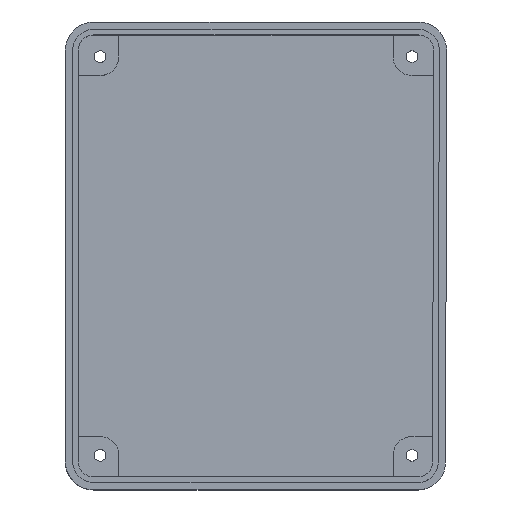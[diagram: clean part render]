
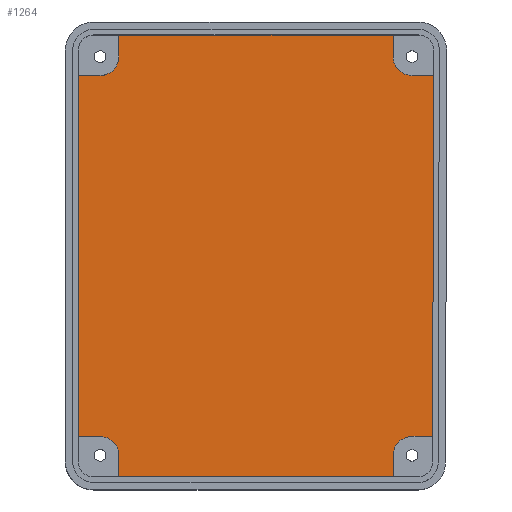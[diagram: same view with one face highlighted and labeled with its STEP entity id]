
A CAD part, top view. The second image highlights one B-rep face of the part: STEP entity #1264.
In plain terms, the highlighted planar face has unit normal (0, 0, 1).
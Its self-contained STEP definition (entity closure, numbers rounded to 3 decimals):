
#53=PLANE('',#1384);
#113=FACE_OUTER_BOUND('',#189,.T.);
#189=EDGE_LOOP('',(#1023,#1024,#1025,#1026,#1027,#1028,#1029,#1030,#1031,
#1032,#1033,#1034,#1035,#1036,#1037,#1038,#1039,#1040));
#241=LINE('',#1856,#369);
#251=LINE('',#1888,#379);
#270=LINE('',#1967,#398);
#274=LINE('',#1976,#402);
#276=LINE('',#1979,#404);
#278=LINE('',#1983,#406);
#281=LINE('',#1989,#409);
#285=LINE('',#1997,#413);
#287=LINE('',#2003,#415);
#290=LINE('',#2011,#418);
#295=LINE('',#2022,#423);
#297=LINE('',#2026,#425);
#300=LINE('',#2033,#428);
#369=VECTOR('',#1473,10.);
#379=VECTOR('',#1501,10.);
#398=VECTOR('',#1586,10.);
#402=VECTOR('',#1596,10.);
#404=VECTOR('',#1600,10.);
#406=VECTOR('',#1604,10.);
#409=VECTOR('',#1609,10.);
#413=VECTOR('',#1615,10.);
#415=VECTOR('',#1623,10.);
#418=VECTOR('',#1632,10.);
#423=VECTOR('',#1643,10.);
#425=VECTOR('',#1647,10.);
#428=VECTOR('',#1656,10.);
#508=CIRCLE('',#1360,4.346);
#509=CIRCLE('',#1367,4.346);
#510=CIRCLE('',#1370,4.346);
#512=CIRCLE('',#1377,4.346);
#514=CIRCLE('',#1382,4.346);
#549=VERTEX_POINT('',#1844);
#554=VERTEX_POINT('',#1854);
#566=VERTEX_POINT('',#1885);
#567=VERTEX_POINT('',#1887);
#593=VERTEX_POINT('',#1965);
#594=VERTEX_POINT('',#1966);
#595=VERTEX_POINT('',#1971);
#596=VERTEX_POINT('',#1975);
#597=VERTEX_POINT('',#1981);
#599=VERTEX_POINT('',#1987);
#600=VERTEX_POINT('',#1990);
#602=VERTEX_POINT('',#1996);
#603=VERTEX_POINT('',#2002);
#604=VERTEX_POINT('',#2006);
#605=VERTEX_POINT('',#2010);
#608=VERTEX_POINT('',#2021);
#609=VERTEX_POINT('',#2025);
#610=VERTEX_POINT('',#2029);
#675=EDGE_CURVE('',#554,#549,#241,.T.);
#690=EDGE_CURVE('',#566,#567,#251,.T.);
#727=EDGE_CURVE('',#593,#594,#270,.T.);
#730=EDGE_CURVE('',#595,#593,#508,.T.);
#732=EDGE_CURVE('',#596,#595,#274,.T.);
#734=EDGE_CURVE('',#566,#596,#276,.T.);
#736=EDGE_CURVE('',#597,#594,#278,.T.);
#739=EDGE_CURVE('',#597,#599,#281,.T.);
#743=EDGE_CURVE('',#602,#549,#285,.T.);
#745=EDGE_CURVE('',#600,#602,#509,.T.);
#746=EDGE_CURVE('',#603,#567,#287,.T.);
#748=EDGE_CURVE('',#604,#603,#510,.T.);
#750=EDGE_CURVE('',#605,#604,#290,.T.);
#756=EDGE_CURVE('',#605,#608,#295,.T.);
#758=EDGE_CURVE('',#609,#608,#297,.T.);
#760=EDGE_CURVE('',#610,#609,#512,.T.);
#762=EDGE_CURVE('',#554,#610,#300,.T.);
#764=EDGE_CURVE('',#599,#600,#514,.T.);
#1023=ORIENTED_EDGE('',*,*,#675,.F.);
#1024=ORIENTED_EDGE('',*,*,#762,.T.);
#1025=ORIENTED_EDGE('',*,*,#760,.T.);
#1026=ORIENTED_EDGE('',*,*,#758,.T.);
#1027=ORIENTED_EDGE('',*,*,#756,.F.);
#1028=ORIENTED_EDGE('',*,*,#750,.T.);
#1029=ORIENTED_EDGE('',*,*,#748,.T.);
#1030=ORIENTED_EDGE('',*,*,#746,.T.);
#1031=ORIENTED_EDGE('',*,*,#690,.F.);
#1032=ORIENTED_EDGE('',*,*,#734,.T.);
#1033=ORIENTED_EDGE('',*,*,#732,.T.);
#1034=ORIENTED_EDGE('',*,*,#730,.T.);
#1035=ORIENTED_EDGE('',*,*,#727,.T.);
#1036=ORIENTED_EDGE('',*,*,#736,.F.);
#1037=ORIENTED_EDGE('',*,*,#739,.T.);
#1038=ORIENTED_EDGE('',*,*,#764,.T.);
#1039=ORIENTED_EDGE('',*,*,#745,.T.);
#1040=ORIENTED_EDGE('',*,*,#743,.T.);
#1264=ADVANCED_FACE('',(#113),#53,.T.);
#1360=AXIS2_PLACEMENT_3D('',#1972,#1591,#1592);
#1367=AXIS2_PLACEMENT_3D('',#2000,#1619,#1620);
#1370=AXIS2_PLACEMENT_3D('',#2007,#1627,#1628);
#1377=AXIS2_PLACEMENT_3D('',#2030,#1651,#1652);
#1382=AXIS2_PLACEMENT_3D('',#2037,#1663,#1664);
#1384=AXIS2_PLACEMENT_3D('',#2039,#1667,#1668);
#1473=DIRECTION('',(0.,1.,0.));
#1501=DIRECTION('',(-0.003,-1.,0.));
#1586=DIRECTION('',(0.,1.,0.));
#1591=DIRECTION('center_axis',(0.,0.,-1.));
#1592=DIRECTION('ref_axis',(1.,0.,0.));
#1596=DIRECTION('',(-1.,0.003,0.));
#1600=DIRECTION('',(-1.,0.,0.));
#1604=DIRECTION('',(1.,0.,0.));
#1609=DIRECTION('',(0.004,-1.,0.));
#1615=DIRECTION('',(-1.,-0.004,0.));
#1619=DIRECTION('center_axis',(0.,0.,-1.));
#1620=DIRECTION('ref_axis',(1.,0.,0.));
#1623=DIRECTION('',(1.,0.004,0.));
#1627=DIRECTION('center_axis',(0.,0.,-1.));
#1628=DIRECTION('ref_axis',(1.,0.,0.));
#1632=DIRECTION('',(-0.002,1.,0.));
#1643=DIRECTION('',(-1.,0.,0.));
#1647=DIRECTION('',(0.,-1.,0.));
#1651=DIRECTION('center_axis',(0.,0.,-1.));
#1652=DIRECTION('ref_axis',(1.,0.,0.));
#1656=DIRECTION('',(1.,0.,0.));
#1663=DIRECTION('center_axis',(0.,0.,-1.));
#1664=DIRECTION('ref_axis',(1.,0.,0.));
#1667=DIRECTION('center_axis',(0.,0.,1.));
#1668=DIRECTION('ref_axis',(1.,0.,0.));
#1844=CARTESIAN_POINT('',(-168.263,-17.207,2.));
#1854=CARTESIAN_POINT('',(-168.263,-100.496,2.));
#1856=CARTESIAN_POINT('',(-168.263,-82.594,2.));
#1885=CARTESIAN_POINT('',(-86.268,-17.187,2.));
#1887=CARTESIAN_POINT('',(-86.487,-100.476,2.));
#1888=CARTESIAN_POINT('',(-86.315,-35.15,2.));
#1965=CARTESIAN_POINT('',(-95.598,-12.752,2.));
#1966=CARTESIAN_POINT('',(-95.598,-7.838,2.));
#1967=CARTESIAN_POINT('',(-95.598,-12.752,2.));
#1971=CARTESIAN_POINT('',(-91.242,-17.187,2.));
#1972=CARTESIAN_POINT('Origin',(-91.253,-12.841,2.));
#1975=CARTESIAN_POINT('',(-91.242,-17.187,2.));
#1976=CARTESIAN_POINT('',(-91.242,-17.187,2.));
#1979=CARTESIAN_POINT('',(-91.242,-17.187,2.));
#1981=CARTESIAN_POINT('',(-158.928,-7.838,2.));
#1983=CARTESIAN_POINT('',(-145.995,-7.838,2.));
#1987=CARTESIAN_POINT('',(-158.908,-12.735,2.));
#1989=CARTESIAN_POINT('',(-158.908,-12.913,2.));
#1990=CARTESIAN_POINT('',(-158.908,-12.913,2.));
#1996=CARTESIAN_POINT('',(-163.271,-17.187,2.));
#1997=CARTESIAN_POINT('',(-163.271,-17.187,2.));
#2000=CARTESIAN_POINT('Origin',(-163.253,-12.841,2.));
#2002=CARTESIAN_POINT('',(-91.27,-100.495,2.));
#2003=CARTESIAN_POINT('',(-91.27,-100.495,2.));
#2006=CARTESIAN_POINT('',(-95.599,-104.849,2.));
#2007=CARTESIAN_POINT('Origin',(-91.253,-104.841,2.));
#2010=CARTESIAN_POINT('',(-95.59,-109.838,2.));
#2011=CARTESIAN_POINT('',(-95.599,-104.849,2.));
#2021=CARTESIAN_POINT('',(-158.911,-109.838,2.));
#2022=CARTESIAN_POINT('',(-108.504,-109.838,2.));
#2025=CARTESIAN_POINT('',(-158.911,-105.023,2.));
#2026=CARTESIAN_POINT('',(-158.911,-105.023,2.));
#2029=CARTESIAN_POINT('',(-163.35,-100.496,2.));
#2030=CARTESIAN_POINT('Origin',(-163.253,-104.841,2.));
#2033=CARTESIAN_POINT('',(-163.35,-100.496,2.));
#2037=CARTESIAN_POINT('Origin',(-163.253,-12.841,2.));
#2039=CARTESIAN_POINT('Origin',(-127.266,-58.838,2.));
